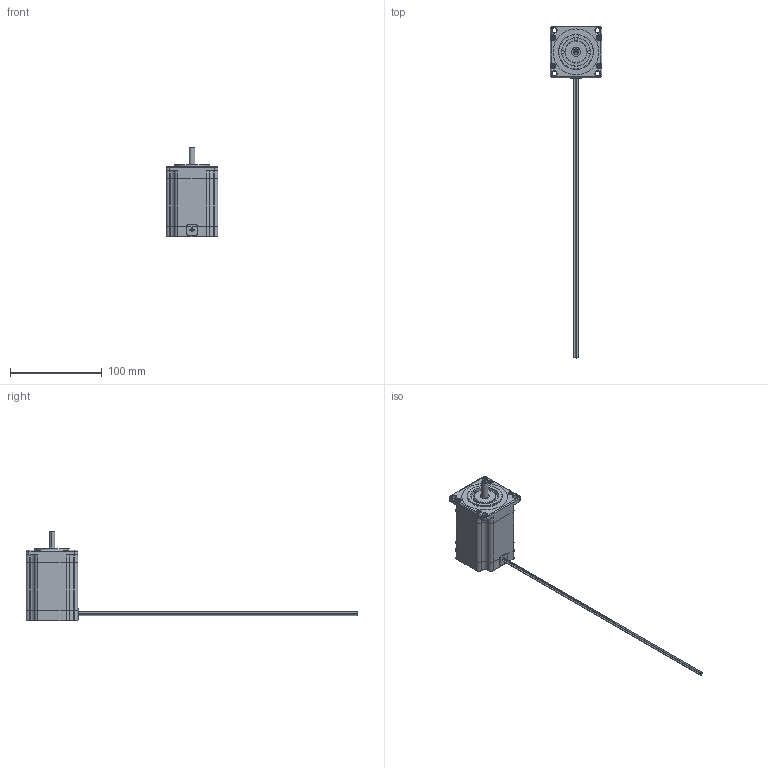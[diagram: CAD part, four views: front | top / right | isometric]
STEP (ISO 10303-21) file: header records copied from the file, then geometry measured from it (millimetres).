
FILE_DESCRIPTION (( 'STEP AP203' ), '1' );
FILE_NAME ('6627T923_Stepper Motor.STEP', '2022-06-14T14:43:28', ( 'Administrator' ), ( 'Managed by Terraform' ), 'SwSTEP 2.0', 'SolidWorks 2017', '' );
FILE_SCHEMA (( 'CONFIG_CONTROL_DESIGN' ));
Length unit declared in the file: inch
Products named in the file (1): 6627T923_Stepper Motor
Bounding box: 56.4 x 361.2 x 97.6 mm (x, y, z)
Volume: 221638.3 mm3; surface area: 41819.6 mm2
Topology: 13 solids, 13 shells, 322 faces, 800 edges, 522 vertices
Faces by surface type: plane 183, cylinder 110, cone 17, torus 12
Entity records: 9668 total; most frequent: DIRECTION 1727, CARTESIAN_POINT 1651, ORIENTED_EDGE 1600, EDGE_CURVE 800, AXIS2_PLACEMENT_3D 606, VERTEX_POINT 522, LINE 515, VECTOR 515
